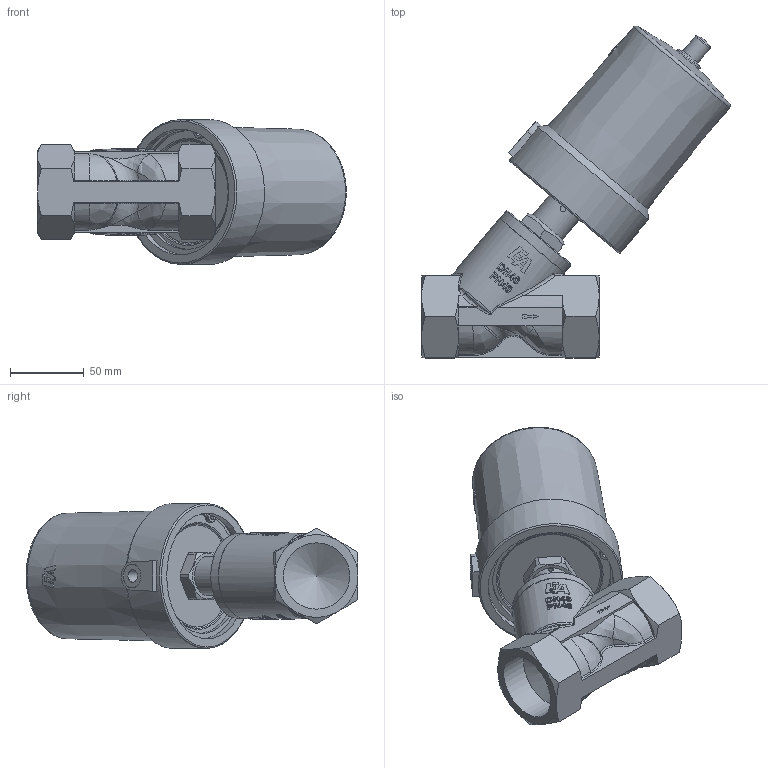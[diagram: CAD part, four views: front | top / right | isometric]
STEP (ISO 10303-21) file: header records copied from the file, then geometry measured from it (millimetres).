
FILE_DESCRIPTION(/* description */ ('Druckgest. Ventil 11/2"'),/* implementation_level */ '2;1');
FILE_NAME(/* name */ 'DG2D3122040_OS.stp',/* time_stamp */ '2022-01-27T11:39:40+01:00',/* author */ ('hois'),/* organization */ (''),/* preprocessor_version */ 'ST-DEVELOPER v18.1',/* originating_system */ 'Autodesk Inventor 2020',/* authorisation */ '');
FILE_SCHEMA (('AUTOMOTIVE_DESIGN { 1 0 10303 214 3 1 1 }'));
Length unit declared in the file: millimetre
Products named in the file (7): DG2D3122040; GGS0040.23.0013-K-GM; ETG0040.13.0022; DER0850.06.0099; DIN0472-88x3; SZY0800.24.0082; VST1415.08.0013
Assembly tree (6 placements, depth 2):
  DG2D3122040
    GGS0040.23.0013-K-GM
    ETG0040.13.0022
    DER0850.06.0099
    DIN0472-88x3
    SZY0800.24.0082
    VST1415.08.0013
Bounding box: 208.71 x 224.35 x 98 mm (x, y, z)
Volume: 587711.3 mm3; surface area: 158196.9 mm2
Topology: 6 solids, 6 shells, 645 faces, 1735 edges, 1156 vertices
Faces by surface type: plane 301, bspline 169, cylinder 117, cone 42, torus 15, sphere 1
Full cylindrical faces by diameter (mm): 1.5 x1, 3.5 x2, 4 x1, 8.376 x1, 8.7 x1, 11 x1, 12 x2, 12.376 x1, 13 x1, 14 x2, 16 x1, 20 x1, 23.5 x1, 24.5 x1, 26 x2, 44.845 x3, 47.8 x1, 48.3 x1, 57 x1, 57.5 x1, 80 x1, 82 x1, 85 x3, 88.5 x1, 98 x1
Entity records: 25699 total; most frequent: CARTESIAN_POINT 10081, ORIENTED_EDGE 3452, DIRECTION 2846, EDGE_CURVE 1726, VERTEX_POINT 1156, AXIS2_PLACEMENT_3D 1074, EDGE_LOOP 724, LINE 698
